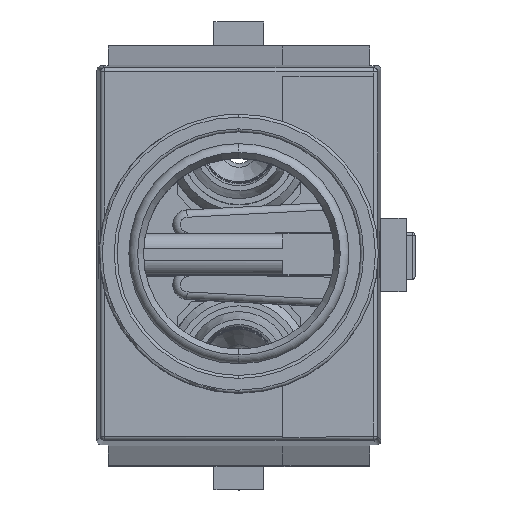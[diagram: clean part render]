
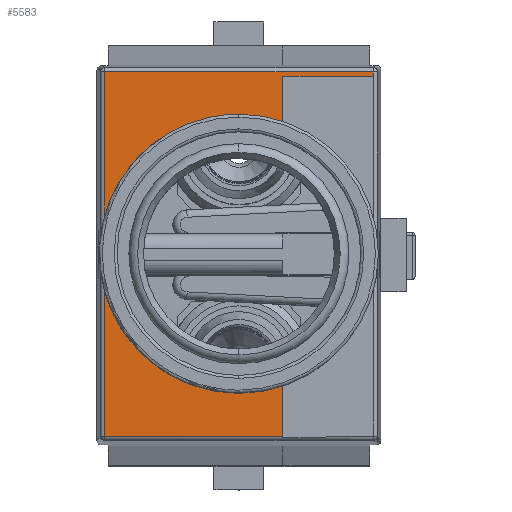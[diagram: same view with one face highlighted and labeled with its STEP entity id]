
A CAD part, top view. The second image highlights one B-rep face of the part: STEP entity #5583.
In plain terms, the highlighted planar face has unit normal (0, 0, 1).
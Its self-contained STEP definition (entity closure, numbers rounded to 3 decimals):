
#3487=AXIS2_PLACEMENT_3D('Circle Axis2P3D',#3485,#3486,$) ;
#3512=AXIS2_PLACEMENT_3D('Circle Axis2P3D',#3510,#3511,$) ;
#3685=AXIS2_PLACEMENT_3D('Circle Axis2P3D',#3683,#3684,$) ;
#5543=AXIS2_PLACEMENT_3D('Plane Axis2P3D',#5540,#5541,#5542) ;
#3301=CARTESIAN_POINT('Line Origine',(6.336,13.129,49.)) ;
#3305=CARTESIAN_POINT('Vertex',(6.336,14.025,49.)) ;
#3307=CARTESIAN_POINT('Vertex',(6.336,12.234,49.)) ;
#3425=CARTESIAN_POINT('Line Origine',(6.144,12.227,49.)) ;
#3429=CARTESIAN_POINT('Vertex',(5.952,12.22,49.)) ;
#3477=CARTESIAN_POINT('Vertex',(4.836,12.364,49.)) ;
#3485=CARTESIAN_POINT('Axis2P3D Location',(4.836,7.967,49.)) ;
#3510=CARTESIAN_POINT('Axis2P3D Location',(4.836,7.967,49.)) ;
#3514=CARTESIAN_POINT('Vertex',(4.836,3.57,49.)) ;
#3683=CARTESIAN_POINT('Axis2P3D Location',(4.836,7.967,49.)) ;
#3687=CARTESIAN_POINT('Vertex',(5.952,3.714,49.)) ;
#3717=CARTESIAN_POINT('Line Origine',(6.144,3.707,49.)) ;
#3721=CARTESIAN_POINT('Vertex',(6.336,3.701,49.)) ;
#3762=CARTESIAN_POINT('Line Origine',(6.336,2.734,49.)) ;
#3766=CARTESIAN_POINT('Vertex',(6.336,1.766,49.)) ;
#5517=CARTESIAN_POINT('Vertex',(0.26,14.168,49.)) ;
#5520=CARTESIAN_POINT('Line Origine',(-0.514,14.168,49.)) ;
#5524=CARTESIAN_POINT('Vertex',(9.411,14.168,49.)) ;
#5540=CARTESIAN_POINT('Axis2P3D Location',(-0.514,1.017,49.)) ;
#5545=CARTESIAN_POINT('Line Origine',(7.874,14.025,49.)) ;
#5549=CARTESIAN_POINT('Vertex',(9.411,14.025,49.)) ;
#5552=CARTESIAN_POINT('Line Origine',(9.411,14.096,49.)) ;
#5557=CARTESIAN_POINT('Line Origine',(0.26,7.967,49.)) ;
#5561=CARTESIAN_POINT('Vertex',(0.26,1.766,49.)) ;
#5564=CARTESIAN_POINT('Line Origine',(3.298,1.766,49.)) ;
#3302=DIRECTION('Vector Direction',(0.,-1.,0.)) ;
#3426=DIRECTION('Vector Direction',(0.999,0.035,0.)) ;
#3486=DIRECTION('Axis2P3D Direction',(0.,0.,1.)) ;
#3511=DIRECTION('Axis2P3D Direction',(0.,0.,1.)) ;
#3684=DIRECTION('Axis2P3D Direction',(0.,0.,1.)) ;
#3718=DIRECTION('Vector Direction',(-0.999,0.035,0.)) ;
#3763=DIRECTION('Vector Direction',(0.,-1.,0.)) ;
#5521=DIRECTION('Vector Direction',(-1.,0.,0.)) ;
#5541=DIRECTION('Axis2P3D Direction',(0.,0.,-1.)) ;
#5542=DIRECTION('Axis2P3D XDirection',(0.,1.,0.)) ;
#5546=DIRECTION('Vector Direction',(1.,0.,0.)) ;
#5553=DIRECTION('Vector Direction',(0.,1.,0.)) ;
#5558=DIRECTION('Vector Direction',(0.,-1.,0.)) ;
#5565=DIRECTION('Vector Direction',(1.,0.,0.)) ;
#3303=VECTOR('Line Direction',#3302,1.) ;
#3427=VECTOR('Line Direction',#3426,1.) ;
#3719=VECTOR('Line Direction',#3718,1.) ;
#3764=VECTOR('Line Direction',#3763,1.) ;
#5522=VECTOR('Line Direction',#5521,1.) ;
#5547=VECTOR('Line Direction',#5546,1.) ;
#5554=VECTOR('Line Direction',#5553,1.) ;
#5559=VECTOR('Line Direction',#5558,1.) ;
#5566=VECTOR('Line Direction',#5565,1.) ;
#5570=ORIENTED_EDGE('',*,*,#3723,.T.) ;
#5571=ORIENTED_EDGE('',*,*,#3689,.T.) ;
#5572=ORIENTED_EDGE('',*,*,#3516,.T.) ;
#5573=ORIENTED_EDGE('',*,*,#3489,.T.) ;
#5574=ORIENTED_EDGE('',*,*,#3431,.T.) ;
#5575=ORIENTED_EDGE('',*,*,#3309,.F.) ;
#5576=ORIENTED_EDGE('',*,*,#5551,.T.) ;
#5577=ORIENTED_EDGE('',*,*,#5556,.T.) ;
#5578=ORIENTED_EDGE('',*,*,#5526,.T.) ;
#5579=ORIENTED_EDGE('',*,*,#5563,.T.) ;
#5580=ORIENTED_EDGE('',*,*,#5568,.T.) ;
#5581=ORIENTED_EDGE('',*,*,#3768,.F.) ;
#5583=ADVANCED_FACE('Hauptk\X2\00F6\X0\rper',(#5582),#5544,.F.) ;
#3488=CIRCLE('generated circle',#3487,4.397) ;
#3513=CIRCLE('generated circle',#3512,4.397) ;
#3686=CIRCLE('generated circle',#3685,4.397) ;
#3309=EDGE_CURVE('',#3306,#3308,#3304,.T.) ;
#3431=EDGE_CURVE('',#3430,#3308,#3428,.T.) ;
#3489=EDGE_CURVE('',#3478,#3430,#3488,.F.) ;
#3516=EDGE_CURVE('',#3515,#3478,#3513,.F.) ;
#3689=EDGE_CURVE('',#3688,#3515,#3686,.F.) ;
#3723=EDGE_CURVE('',#3722,#3688,#3720,.T.) ;
#3768=EDGE_CURVE('',#3722,#3767,#3765,.T.) ;
#5526=EDGE_CURVE('',#5525,#5518,#5523,.T.) ;
#5551=EDGE_CURVE('',#3306,#5550,#5548,.T.) ;
#5556=EDGE_CURVE('',#5550,#5525,#5555,.T.) ;
#5563=EDGE_CURVE('',#5518,#5562,#5560,.T.) ;
#5568=EDGE_CURVE('',#5562,#3767,#5567,.T.) ;
#5569=EDGE_LOOP('',(#5570,#5571,#5572,#5573,#5574,#5575,#5576,#5577,#5578,#5579,#5580,#5581)) ;
#5582=FACE_OUTER_BOUND('',#5569,.T.) ;
#3304=LINE('Line',#3301,#3303) ;
#3428=LINE('Line',#3425,#3427) ;
#3720=LINE('Line',#3717,#3719) ;
#3765=LINE('Line',#3762,#3764) ;
#5523=LINE('Line',#5520,#5522) ;
#5548=LINE('Line',#5545,#5547) ;
#5555=LINE('Line',#5552,#5554) ;
#5560=LINE('Line',#5557,#5559) ;
#5567=LINE('Line',#5564,#5566) ;
#5544=PLANE('',#5543) ;
#3306=VERTEX_POINT('',#3305) ;
#3308=VERTEX_POINT('',#3307) ;
#3430=VERTEX_POINT('',#3429) ;
#3478=VERTEX_POINT('',#3477) ;
#3515=VERTEX_POINT('',#3514) ;
#3688=VERTEX_POINT('',#3687) ;
#3722=VERTEX_POINT('',#3721) ;
#3767=VERTEX_POINT('',#3766) ;
#5518=VERTEX_POINT('',#5517) ;
#5525=VERTEX_POINT('',#5524) ;
#5550=VERTEX_POINT('',#5549) ;
#5562=VERTEX_POINT('',#5561) ;
